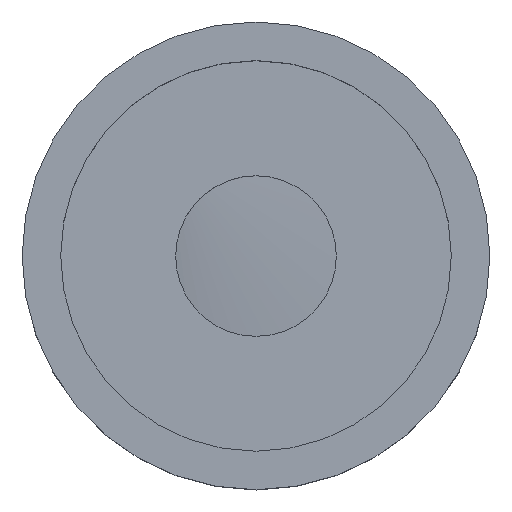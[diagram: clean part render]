
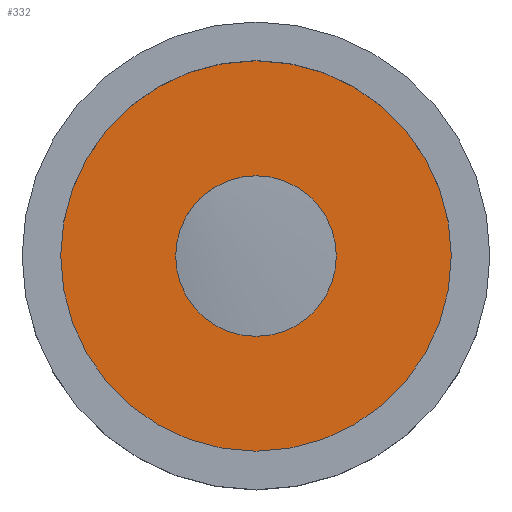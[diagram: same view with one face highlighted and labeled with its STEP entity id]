
A CAD part, top view. The second image highlights one B-rep face of the part: STEP entity #332.
In plain terms, the highlighted planar face has unit normal (0, 0, 1).
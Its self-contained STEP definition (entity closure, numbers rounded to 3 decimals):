
#48=FACE_BOUND('',#92,.T.);
#52=PLANE('',#373);
#70=FACE_OUTER_BOUND('',#91,.T.);
#91=EDGE_LOOP('',(#302));
#92=EDGE_LOOP('',(#303));
#130=CIRCLE('',#371,1.85);
#131=CIRCLE('',#374,4.5);
#163=VERTEX_POINT('',#2906);
#164=VERTEX_POINT('',#2912);
#209=EDGE_CURVE('',#163,#163,#130,.T.);
#211=EDGE_CURVE('',#164,#164,#131,.T.);
#302=ORIENTED_EDGE('',*,*,#211,.T.);
#303=ORIENTED_EDGE('',*,*,#209,.F.);
#332=ADVANCED_FACE('',(#70,#48),#52,.F.);
#371=AXIS2_PLACEMENT_3D('',#2908,#433,#434);
#373=AXIS2_PLACEMENT_3D('',#2911,#438,#439);
#374=AXIS2_PLACEMENT_3D('',#2913,#440,#441);
#433=DIRECTION('center_axis',(0.,0.,1.));
#434=DIRECTION('ref_axis',(0.,-1.,0.));
#438=DIRECTION('center_axis',(0.,0.,-1.));
#439=DIRECTION('ref_axis',(0.,1.,0.));
#440=DIRECTION('center_axis',(0.,0.,1.));
#441=DIRECTION('ref_axis',(0.,-1.,0.));
#2906=CARTESIAN_POINT('',(0.,1.85,-5.4));
#2908=CARTESIAN_POINT('Origin',(0.,0.,-5.4));
#2911=CARTESIAN_POINT('Origin',(0.,4.28,-5.4));
#2912=CARTESIAN_POINT('',(0.,4.5,-5.4));
#2913=CARTESIAN_POINT('Origin',(0.,0.,-5.4));
